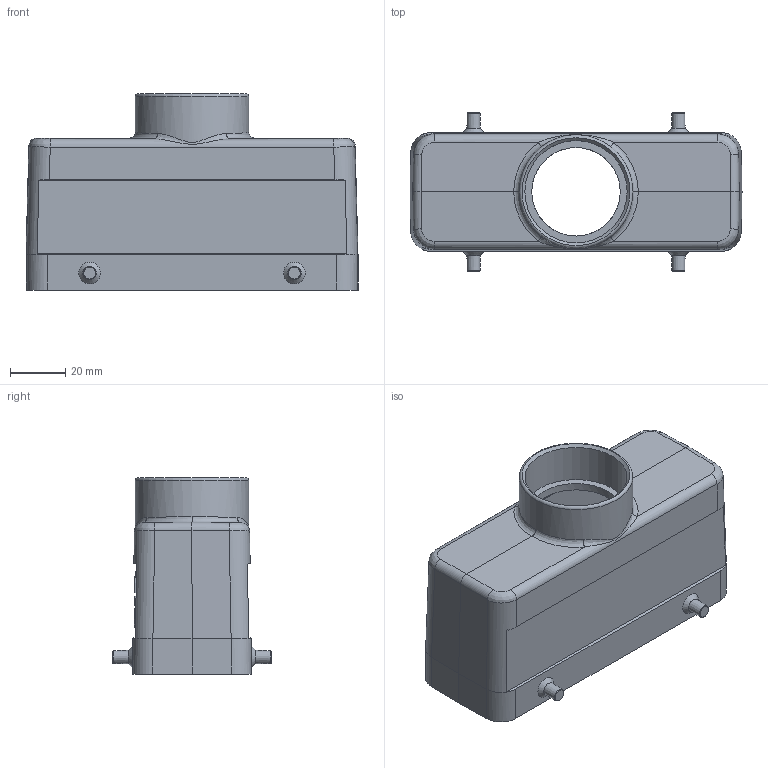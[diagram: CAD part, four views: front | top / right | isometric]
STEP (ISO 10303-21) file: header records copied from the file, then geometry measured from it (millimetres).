
FILE_DESCRIPTION(/* description */ (''),/* implementation_level */ '2;1');
FILE_NAME(/* name */ '100698494ugm000_b.stp',/* time_stamp */ '2019-07-31T15:46:17+02:00',/* author */ (''),/* organization */ (''),/* preprocessor_version */ 'ST-DEVELOPER v16.7',/* originating_system */ 'SIEMENS PLM Software NX 12.0',/* authorisation */ '');
FILE_SCHEMA (('AUTOMOTIVE_DESIGN { 1 0 10303 214 3 1 1 1 }'));
Length unit declared in the file: millimetre
Products named in the file (1): 100698494ugm000_b
Bounding box: 120 x 57.2 x 71 mm (x, y, z)
Volume: 68113.6 mm3; surface area: 45212.2 mm2
Topology: 1 solids, 1 shells, 267 faces, 681 edges, 428 vertices
Faces by surface type: plane 142, cylinder 59, bspline 46, cone 19, torus 1
Full cylindrical faces by diameter (mm): 3 x4, 32 x1, 37 x1, 41 x1
Entity records: 9701 total; most frequent: CARTESIAN_POINT 2856, ORIENTED_EDGE 1268, DIRECTION 1217, EDGE_CURVE 634, VERTEX_POINT 419, AXIS2_PLACEMENT_3D 415, LINE 387, VECTOR 387
